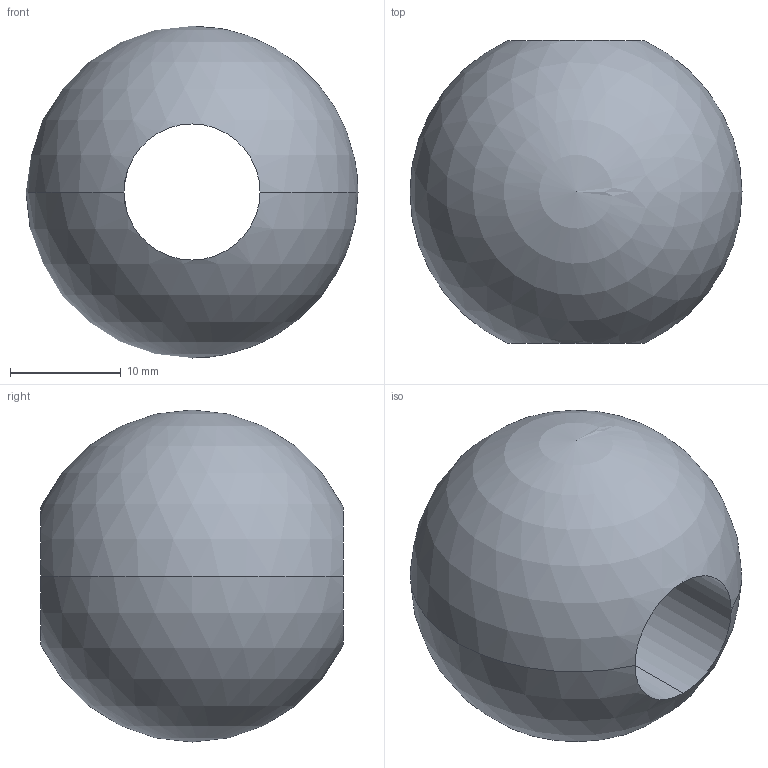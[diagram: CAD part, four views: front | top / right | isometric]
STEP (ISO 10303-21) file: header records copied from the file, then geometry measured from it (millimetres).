
FILE_DESCRIPTION (( 'STEP AP203' ), '1' );
FILE_NAME ('92030-R.STEP', '2016-03-23T14:14:50', ( '' ), ( '' ), 'SwSTEP 2.0', 'SolidWorks 2015', '' );
FILE_SCHEMA (( 'CONFIG_CONTROL_DESIGN' ));
Length unit declared in the file: millimetre
Products named in the file (1): 92030-R
Bounding box: 30 x 27.36 x 30 mm (x, y, z)
Volume: 10726.6 mm3; surface area: 3641.6 mm2
Topology: 1 solids, 1 shells, 207 faces, 560 edges, 373 vertices
Faces by surface type: bspline 100, plane 81, cylinder 24, sphere 2
Entity records: 10525 total; most frequent: CARTESIAN_POINT 5918, ORIENTED_EDGE 1110, DIRECTION 637, EDGE_CURVE 555, VERTEX_POINT 370, VECTOR 253, LINE 253, EDGE_LOOP 229
